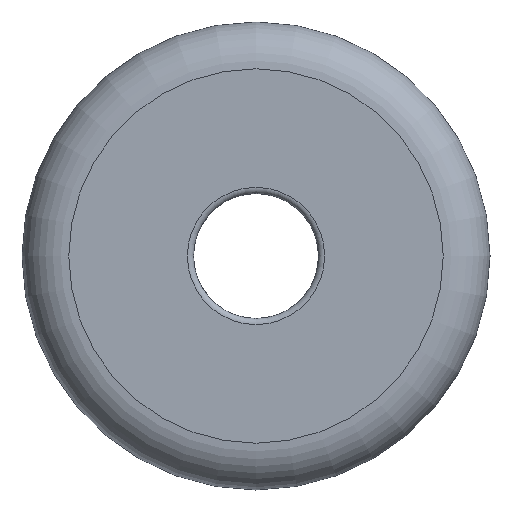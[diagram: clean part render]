
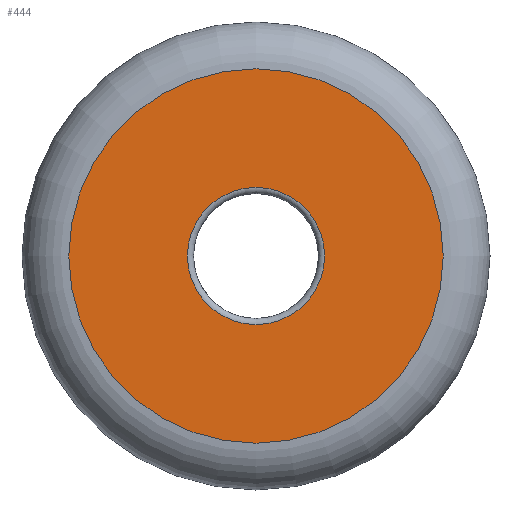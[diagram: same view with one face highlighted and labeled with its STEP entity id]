
A CAD part, front view. The second image highlights one B-rep face of the part: STEP entity #444.
In plain terms, the highlighted planar face has unit normal (0, -1, 0).
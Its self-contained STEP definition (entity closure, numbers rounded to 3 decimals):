
#29=FACE_BOUND('',#153,.T.);
#33=CIRCLE('',#476,4.4);
#37=CIRCLE('',#480,4.4);
#40=CIRCLE('',#485,12.);
#41=CIRCLE('',#486,12.);
#64=PLANE('',#484);
#126=FACE_OUTER_BOUND('',#152,.T.);
#152=EDGE_LOOP('',(#352,#353));
#153=EDGE_LOOP('',(#354,#355));
#202=VERTEX_POINT('',#1219);
#203=VERTEX_POINT('',#1220);
#211=VERTEX_POINT('',#1277);
#212=VERTEX_POINT('',#1278);
#255=EDGE_CURVE('',#202,#203,#33,.T.);
#259=EDGE_CURVE('',#203,#202,#37,.T.);
#267=EDGE_CURVE('',#211,#212,#40,.T.);
#268=EDGE_CURVE('',#212,#211,#41,.T.);
#352=ORIENTED_EDGE('',*,*,#267,.F.);
#353=ORIENTED_EDGE('',*,*,#268,.F.);
#354=ORIENTED_EDGE('',*,*,#255,.F.);
#355=ORIENTED_EDGE('',*,*,#259,.F.);
#444=ADVANCED_FACE('',(#126,#29),#64,.F.);
#476=AXIS2_PLACEMENT_3D('',#1221,#549,#550);
#480=AXIS2_PLACEMENT_3D('',#1227,#557,#558);
#484=AXIS2_PLACEMENT_3D('',#1276,#567,#568);
#485=AXIS2_PLACEMENT_3D('',#1279,#569,#570);
#486=AXIS2_PLACEMENT_3D('',#1280,#571,#572);
#549=DIRECTION('center_axis',(0.,-1.,0.));
#550=DIRECTION('ref_axis',(1.,0.,0.));
#557=DIRECTION('center_axis',(0.,-1.,0.));
#558=DIRECTION('ref_axis',(1.,0.,0.));
#567=DIRECTION('center_axis',(0.,1.,0.));
#568=DIRECTION('ref_axis',(1.,0.,0.));
#569=DIRECTION('center_axis',(0.,1.,0.));
#570=DIRECTION('ref_axis',(1.,0.,0.));
#571=DIRECTION('center_axis',(0.,1.,0.));
#572=DIRECTION('ref_axis',(1.,0.,0.));
#1219=CARTESIAN_POINT('',(-4.4,0.,0.));
#1220=CARTESIAN_POINT('',(0.,0.,-4.4));
#1221=CARTESIAN_POINT('Origin',(0.,0.,0.));
#1227=CARTESIAN_POINT('Origin',(0.,0.,0.));
#1276=CARTESIAN_POINT('Origin',(0.,0.,0.));
#1277=CARTESIAN_POINT('',(-12.,0.,0.));
#1278=CARTESIAN_POINT('',(0.,0.,-12.));
#1279=CARTESIAN_POINT('Origin',(0.,0.,0.));
#1280=CARTESIAN_POINT('Origin',(0.,0.,0.));
